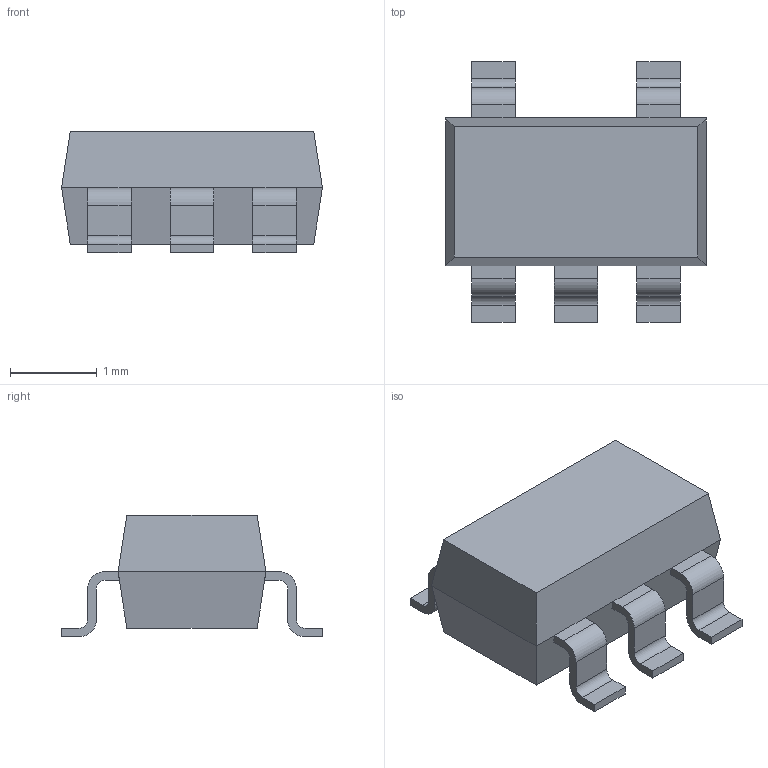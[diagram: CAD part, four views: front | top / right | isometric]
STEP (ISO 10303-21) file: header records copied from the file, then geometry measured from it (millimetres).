
FILE_DESCRIPTION(('Open CASCADE Model'),'2;1');
FILE_NAME('Open CASCADE Shape Model','2017-03-30T09:53:32',('Author'),( 'Open CASCADE'),'Open CASCADE STEP processor 6.7','Open CASCADE 6.7' ,'Unknown');
FILE_SCHEMA(('AUTOMOTIVE_DESIGN_CC2 { 1 2 10303 214 -1 1 5 4 }'));
Length unit declared in the file: millimetre
Products named in the file (1): Open CASCADE STEP translator 6.7 1716
Bounding box: 3 x 3 x 1.4 mm (x, y, z)
Volume: 6.3 mm3; surface area: 27.3 mm2
Topology: 1 solids, 1 shells, 75 faces, 205 edges, 132 vertices
Faces by surface type: plane 55, cylinder 20
Entity records: 7370 total; most frequent: CARTESIAN_POINT 2863, DIRECTION 707, LINE 455, VECTOR 455, ORIENTED_EDGE 410, PCURVE 410, DEFINITIONAL_REPRESENTATION 410, EDGE_CURVE 205
